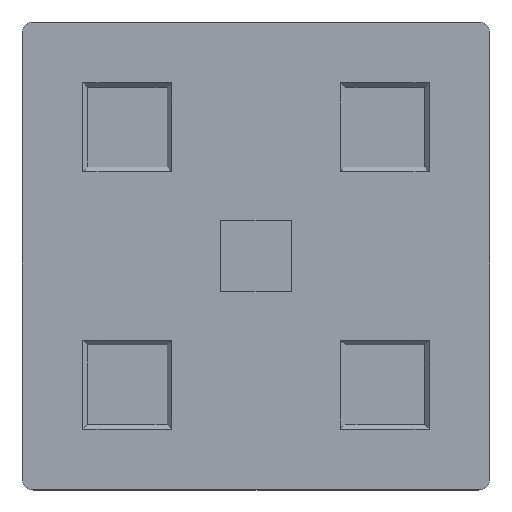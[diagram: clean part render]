
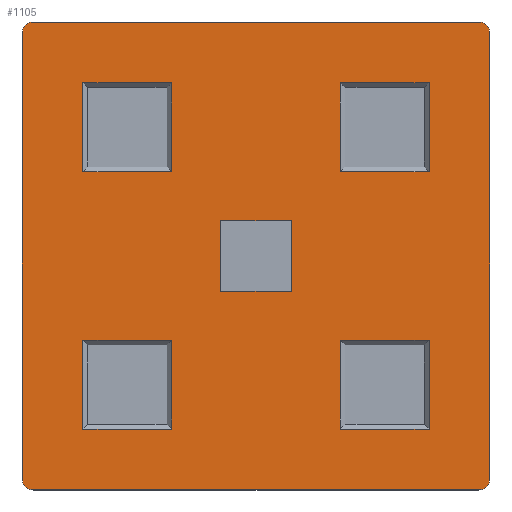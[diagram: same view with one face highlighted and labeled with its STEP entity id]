
A CAD part, top view. The second image highlights one B-rep face of the part: STEP entity #1105.
In plain terms, the highlighted planar face has unit normal (0, 0, 1).
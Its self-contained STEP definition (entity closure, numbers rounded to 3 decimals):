
#15=FACE_BOUND('',#159,.T.);
#16=FACE_BOUND('',#160,.T.);
#17=FACE_BOUND('',#161,.T.);
#18=FACE_BOUND('',#162,.T.);
#19=FACE_BOUND('',#163,.T.);
#20=CIRCLE('',#1194,5.);
#22=CIRCLE('',#1198,5.);
#23=CIRCLE('',#1199,5.);
#24=CIRCLE('',#1200,5.);
#91=FACE_OUTER_BOUND('',#158,.T.);
#158=EDGE_LOOP('',(#923,#924,#925,#926,#927,#928,#929,#930));
#159=EDGE_LOOP('',(#931,#932,#933,#934));
#160=EDGE_LOOP('',(#935,#936,#937,#938));
#161=EDGE_LOOP('',(#939,#940,#941,#942));
#162=EDGE_LOOP('',(#943,#944,#945,#946));
#163=EDGE_LOOP('',(#947,#948,#949,#950));
#242=LINE('',#1649,#382);
#245=LINE('',#1654,#385);
#247=LINE('',#1658,#387);
#249=LINE('',#1661,#389);
#253=LINE('',#1671,#393);
#256=LINE('',#1676,#396);
#258=LINE('',#1680,#398);
#260=LINE('',#1683,#400);
#264=LINE('',#1693,#404);
#267=LINE('',#1698,#407);
#269=LINE('',#1702,#409);
#271=LINE('',#1705,#411);
#275=LINE('',#1715,#415);
#278=LINE('',#1720,#418);
#280=LINE('',#1724,#420);
#282=LINE('',#1727,#422);
#283=LINE('',#1733,#423);
#287=LINE('',#1741,#427);
#290=LINE('',#1747,#430);
#293=LINE('',#1752,#433);
#297=LINE('',#1768,#437);
#300=LINE('',#1774,#440);
#301=LINE('',#1778,#441);
#302=LINE('',#1782,#442);
#382=VECTOR('',#1338,10.);
#385=VECTOR('',#1343,10.);
#387=VECTOR('',#1347,10.);
#389=VECTOR('',#1351,10.);
#393=VECTOR('',#1361,10.);
#396=VECTOR('',#1366,10.);
#398=VECTOR('',#1370,10.);
#400=VECTOR('',#1374,10.);
#404=VECTOR('',#1384,10.);
#407=VECTOR('',#1389,10.);
#409=VECTOR('',#1393,10.);
#411=VECTOR('',#1397,10.);
#415=VECTOR('',#1407,10.);
#418=VECTOR('',#1412,10.);
#420=VECTOR('',#1416,10.);
#422=VECTOR('',#1420,10.);
#423=VECTOR('',#1427,10.);
#427=VECTOR('',#1433,10.);
#430=VECTOR('',#1438,10.);
#433=VECTOR('',#1443,10.);
#437=VECTOR('',#1461,10.);
#440=VECTOR('',#1466,10.);
#441=VECTOR('',#1469,10.);
#442=VECTOR('',#1472,10.);
#496=VERTEX_POINT('',#1647);
#497=VERTEX_POINT('',#1648);
#498=VERTEX_POINT('',#1653);
#499=VERTEX_POINT('',#1657);
#501=VERTEX_POINT('',#1669);
#502=VERTEX_POINT('',#1670);
#503=VERTEX_POINT('',#1675);
#504=VERTEX_POINT('',#1679);
#506=VERTEX_POINT('',#1691);
#507=VERTEX_POINT('',#1692);
#508=VERTEX_POINT('',#1697);
#509=VERTEX_POINT('',#1701);
#511=VERTEX_POINT('',#1713);
#512=VERTEX_POINT('',#1714);
#513=VERTEX_POINT('',#1719);
#514=VERTEX_POINT('',#1723);
#515=VERTEX_POINT('',#1731);
#516=VERTEX_POINT('',#1732);
#519=VERTEX_POINT('',#1740);
#521=VERTEX_POINT('',#1746);
#523=VERTEX_POINT('',#1758);
#524=VERTEX_POINT('',#1759);
#527=VERTEX_POINT('',#1767);
#529=VERTEX_POINT('',#1773);
#530=VERTEX_POINT('',#1775);
#531=VERTEX_POINT('',#1777);
#532=VERTEX_POINT('',#1779);
#533=VERTEX_POINT('',#1781);
#610=EDGE_CURVE('',#496,#497,#242,.T.);
#613=EDGE_CURVE('',#497,#498,#245,.T.);
#615=EDGE_CURVE('',#498,#499,#247,.T.);
#617=EDGE_CURVE('',#499,#496,#249,.T.);
#621=EDGE_CURVE('',#501,#502,#253,.T.);
#624=EDGE_CURVE('',#502,#503,#256,.T.);
#626=EDGE_CURVE('',#503,#504,#258,.T.);
#628=EDGE_CURVE('',#504,#501,#260,.T.);
#632=EDGE_CURVE('',#506,#507,#264,.T.);
#635=EDGE_CURVE('',#507,#508,#267,.T.);
#637=EDGE_CURVE('',#508,#509,#269,.T.);
#639=EDGE_CURVE('',#509,#506,#271,.T.);
#643=EDGE_CURVE('',#511,#512,#275,.T.);
#646=EDGE_CURVE('',#512,#513,#278,.T.);
#648=EDGE_CURVE('',#513,#514,#280,.T.);
#650=EDGE_CURVE('',#514,#511,#282,.T.);
#651=EDGE_CURVE('',#515,#516,#283,.T.);
#655=EDGE_CURVE('',#516,#519,#287,.T.);
#658=EDGE_CURVE('',#519,#521,#290,.T.);
#661=EDGE_CURVE('',#521,#515,#293,.T.);
#663=EDGE_CURVE('',#523,#524,#20,.T.);
#667=EDGE_CURVE('',#527,#524,#297,.T.);
#670=EDGE_CURVE('',#523,#529,#300,.T.);
#671=EDGE_CURVE('',#530,#529,#22,.T.);
#672=EDGE_CURVE('',#530,#531,#301,.T.);
#673=EDGE_CURVE('',#532,#531,#23,.T.);
#674=EDGE_CURVE('',#532,#533,#302,.T.);
#675=EDGE_CURVE('',#527,#533,#24,.T.);
#923=ORIENTED_EDGE('',*,*,#663,.F.);
#924=ORIENTED_EDGE('',*,*,#670,.T.);
#925=ORIENTED_EDGE('',*,*,#671,.F.);
#926=ORIENTED_EDGE('',*,*,#672,.T.);
#927=ORIENTED_EDGE('',*,*,#673,.F.);
#928=ORIENTED_EDGE('',*,*,#674,.T.);
#929=ORIENTED_EDGE('',*,*,#675,.F.);
#930=ORIENTED_EDGE('',*,*,#667,.T.);
#931=ORIENTED_EDGE('',*,*,#610,.T.);
#932=ORIENTED_EDGE('',*,*,#613,.T.);
#933=ORIENTED_EDGE('',*,*,#615,.T.);
#934=ORIENTED_EDGE('',*,*,#617,.T.);
#935=ORIENTED_EDGE('',*,*,#621,.T.);
#936=ORIENTED_EDGE('',*,*,#624,.T.);
#937=ORIENTED_EDGE('',*,*,#626,.T.);
#938=ORIENTED_EDGE('',*,*,#628,.T.);
#939=ORIENTED_EDGE('',*,*,#632,.T.);
#940=ORIENTED_EDGE('',*,*,#635,.T.);
#941=ORIENTED_EDGE('',*,*,#637,.T.);
#942=ORIENTED_EDGE('',*,*,#639,.T.);
#943=ORIENTED_EDGE('',*,*,#643,.T.);
#944=ORIENTED_EDGE('',*,*,#646,.T.);
#945=ORIENTED_EDGE('',*,*,#648,.T.);
#946=ORIENTED_EDGE('',*,*,#650,.T.);
#947=ORIENTED_EDGE('',*,*,#651,.T.);
#948=ORIENTED_EDGE('',*,*,#655,.T.);
#949=ORIENTED_EDGE('',*,*,#658,.T.);
#950=ORIENTED_EDGE('',*,*,#661,.T.);
#1041=PLANE('',#1197);
#1105=ADVANCED_FACE('',(#91,#15,#16,#17,#18,#19),#1041,.T.);
#1194=AXIS2_PLACEMENT_3D('',#1760,#1453,#1454);
#1197=AXIS2_PLACEMENT_3D('',#1772,#1464,#1465);
#1198=AXIS2_PLACEMENT_3D('',#1776,#1467,#1468);
#1199=AXIS2_PLACEMENT_3D('',#1780,#1470,#1471);
#1200=AXIS2_PLACEMENT_3D('',#1783,#1473,#1474);
#1338=DIRECTION('',(0.,-1.,0.));
#1343=DIRECTION('',(-1.,0.,0.));
#1347=DIRECTION('',(0.,1.,0.));
#1351=DIRECTION('',(1.,0.,0.));
#1361=DIRECTION('',(0.,-1.,0.));
#1366=DIRECTION('',(-1.,0.,0.));
#1370=DIRECTION('',(0.,1.,0.));
#1374=DIRECTION('',(1.,0.,0.));
#1384=DIRECTION('',(0.,-1.,0.));
#1389=DIRECTION('',(-1.,0.,0.));
#1393=DIRECTION('',(0.,1.,0.));
#1397=DIRECTION('',(1.,0.,0.));
#1407=DIRECTION('',(-1.,0.,0.));
#1412=DIRECTION('',(0.,1.,0.));
#1416=DIRECTION('',(1.,0.,0.));
#1420=DIRECTION('',(0.,-1.,0.));
#1427=DIRECTION('',(1.,0.,0.));
#1433=DIRECTION('',(0.,-1.,0.));
#1438=DIRECTION('',(-1.,0.,0.));
#1443=DIRECTION('',(0.,1.,0.));
#1453=DIRECTION('center_axis',(0.,0.,-1.));
#1454=DIRECTION('ref_axis',(0.707,-0.707,0.));
#1461=DIRECTION('',(1.,0.,0.));
#1464=DIRECTION('center_axis',(0.,0.,1.));
#1465=DIRECTION('ref_axis',(1.,0.,0.));
#1466=DIRECTION('',(0.,1.,0.));
#1467=DIRECTION('center_axis',(0.,0.,-1.));
#1468=DIRECTION('ref_axis',(0.707,0.707,0.));
#1469=DIRECTION('',(-1.,0.,0.));
#1470=DIRECTION('center_axis',(0.,0.,-1.));
#1471=DIRECTION('ref_axis',(-0.707,0.707,0.));
#1472=DIRECTION('',(0.,-1.,0.));
#1473=DIRECTION('center_axis',(0.,0.,-1.));
#1474=DIRECTION('ref_axis',(-0.707,-0.707,0.));
#1647=CARTESIAN_POINT('',(74.,74.,5.));
#1648=CARTESIAN_POINT('',(74.,36.,5.));
#1649=CARTESIAN_POINT('',(74.,18.,5.));
#1653=CARTESIAN_POINT('',(36.,36.,5.));
#1654=CARTESIAN_POINT('',(18.,36.,5.));
#1657=CARTESIAN_POINT('',(36.,74.,5.));
#1658=CARTESIAN_POINT('',(36.,37.,5.));
#1661=CARTESIAN_POINT('',(37.,74.,5.));
#1669=CARTESIAN_POINT('',(-36.,74.,5.));
#1670=CARTESIAN_POINT('',(-36.,36.,5.));
#1671=CARTESIAN_POINT('',(-36.,18.,5.));
#1675=CARTESIAN_POINT('',(-74.,36.,5.));
#1676=CARTESIAN_POINT('',(-37.,36.,5.));
#1679=CARTESIAN_POINT('',(-74.,74.,5.));
#1680=CARTESIAN_POINT('',(-74.,37.,5.));
#1683=CARTESIAN_POINT('',(-18.,74.,5.));
#1691=CARTESIAN_POINT('',(74.,-36.,5.));
#1692=CARTESIAN_POINT('',(74.,-74.,5.));
#1693=CARTESIAN_POINT('',(74.,-37.,5.));
#1697=CARTESIAN_POINT('',(36.,-74.,5.));
#1698=CARTESIAN_POINT('',(18.,-74.,5.));
#1701=CARTESIAN_POINT('',(36.,-36.,5.));
#1702=CARTESIAN_POINT('',(36.,-18.,5.));
#1705=CARTESIAN_POINT('',(37.,-36.,5.));
#1713=CARTESIAN_POINT('',(-36.,-74.,5.));
#1714=CARTESIAN_POINT('',(-74.,-74.,5.));
#1715=CARTESIAN_POINT('',(-37.,-74.,5.));
#1719=CARTESIAN_POINT('',(-74.,-36.,5.));
#1720=CARTESIAN_POINT('',(-74.,-18.,5.));
#1723=CARTESIAN_POINT('',(-36.,-36.,5.));
#1724=CARTESIAN_POINT('',(-18.,-36.,5.));
#1727=CARTESIAN_POINT('',(-36.,-37.,5.));
#1731=CARTESIAN_POINT('',(-15.,15.,5.));
#1732=CARTESIAN_POINT('',(15.,15.,5.));
#1733=CARTESIAN_POINT('',(7.5,15.,5.));
#1740=CARTESIAN_POINT('',(15.,-15.,5.));
#1741=CARTESIAN_POINT('',(15.,-7.5,5.));
#1746=CARTESIAN_POINT('',(-15.,-15.,5.));
#1747=CARTESIAN_POINT('',(-7.5,-15.,5.));
#1752=CARTESIAN_POINT('',(-15.,7.5,5.));
#1758=CARTESIAN_POINT('',(100.,-95.,5.));
#1759=CARTESIAN_POINT('',(95.,-100.,5.));
#1760=CARTESIAN_POINT('Origin',(95.,-95.,5.));
#1767=CARTESIAN_POINT('',(-95.,-100.,5.));
#1768=CARTESIAN_POINT('',(-100.,-100.,5.));
#1772=CARTESIAN_POINT('Origin',(0.,0.,5.));
#1773=CARTESIAN_POINT('',(100.,95.,5.));
#1774=CARTESIAN_POINT('',(100.,-100.,5.));
#1775=CARTESIAN_POINT('',(95.,100.,5.));
#1776=CARTESIAN_POINT('Origin',(95.,95.,5.));
#1777=CARTESIAN_POINT('',(-95.,100.,5.));
#1778=CARTESIAN_POINT('',(100.,100.,5.));
#1779=CARTESIAN_POINT('',(-100.,95.,5.));
#1780=CARTESIAN_POINT('Origin',(-95.,95.,5.));
#1781=CARTESIAN_POINT('',(-100.,-95.,5.));
#1782=CARTESIAN_POINT('',(-100.,100.,5.));
#1783=CARTESIAN_POINT('Origin',(-95.,-95.,5.));
